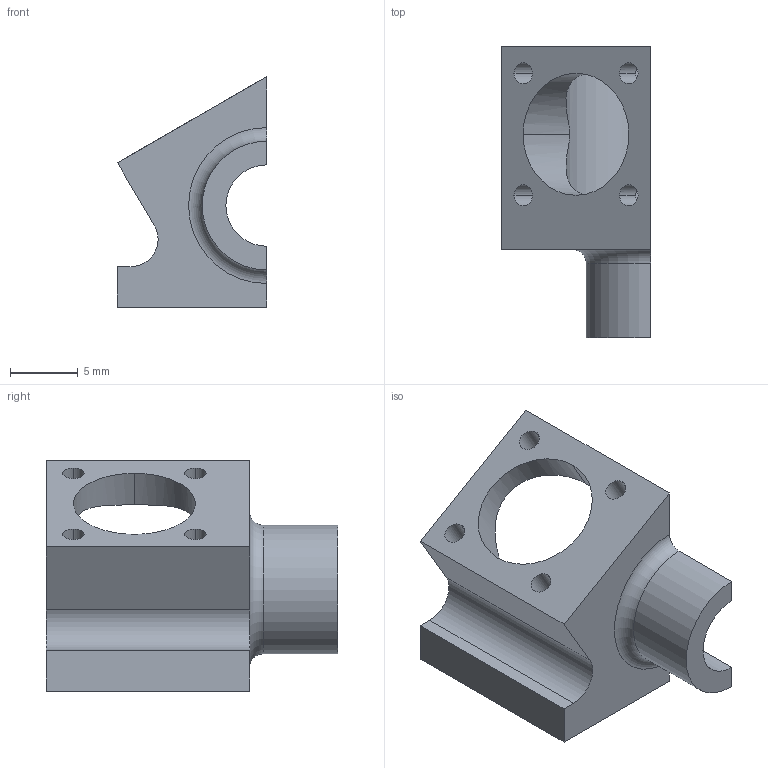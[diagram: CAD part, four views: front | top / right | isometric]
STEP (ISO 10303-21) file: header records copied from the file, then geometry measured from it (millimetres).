
FILE_DESCRIPTION(('Open CASCADE Model'),'2;1');
FILE_NAME('Open CASCADE Shape Model','2021-01-08T16:33:53',('Author'),( 'Open CASCADE'),'Open CASCADE STEP processor 7.5','Open CASCADE 7.5' ,'Unknown');
FILE_SCHEMA(('AUTOMOTIVE_DESIGN { 1 0 10303 214 1 1 1 1 }'));
Length unit declared in the file: millimetre
Products named in the file (1): Open CASCADE STEP translator 7.5 1
Bounding box: 11 x 21.5 x 17 mm (x, y, z)
Volume: 1133.3 mm3; surface area: 1354.1 mm2
Topology: 1 solids, 1 shells, 38 faces, 108 edges, 67 vertices
Faces by surface type: cylinder 18, plane 11, cone 8, torus 1
Entity records: 3438 total; most frequent: CARTESIAN_POINT 1426, DIRECTION 363, ORIENTED_EDGE 204, PCURVE 204, DEFINITIONAL_REPRESENTATION 204, LINE 190, VECTOR 190, EDGE_CURVE 102
